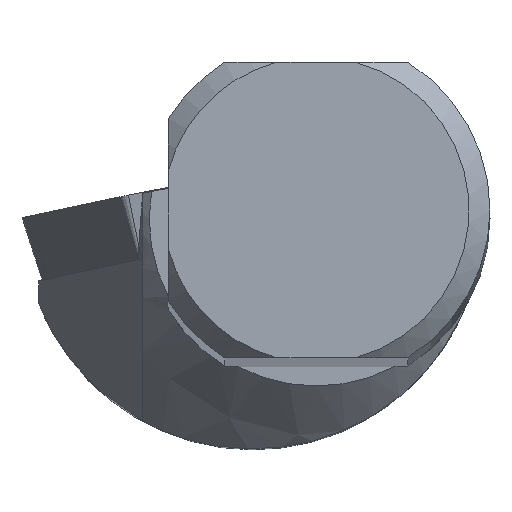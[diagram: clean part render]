
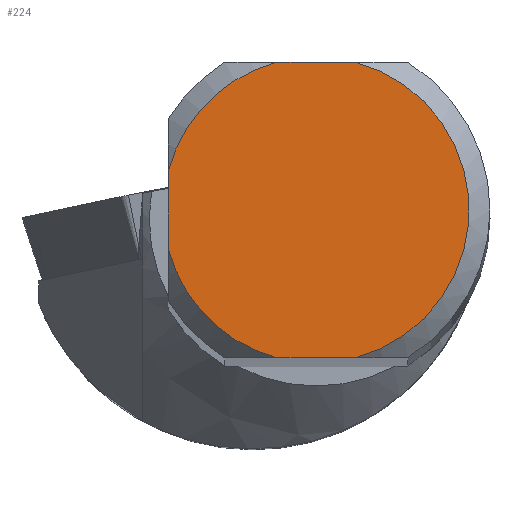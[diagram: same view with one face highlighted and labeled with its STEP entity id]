
A CAD part, top view. The second image highlights one B-rep face of the part: STEP entity #224.
In plain terms, the highlighted planar face has unit normal (0, 0, 1).
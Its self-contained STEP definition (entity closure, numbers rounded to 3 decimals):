
#176=CIRCLE('',#1017,5.588);
#178=CIRCLE('',#1020,5.588);
#180=CIRCLE('',#1023,5.588);
#224=ADVANCED_FACE('',(#301),#257,.T.);
#257=PLANE('',#1024);
#301=FACE_OUTER_BOUND('',#349,.T.);
#349=EDGE_LOOP('',(#556,#557,#558,#559,#560,#561));
#556=ORIENTED_EDGE('',*,*,#785,.F.);
#557=ORIENTED_EDGE('',*,*,#786,.T.);
#558=ORIENTED_EDGE('',*,*,#777,.F.);
#559=ORIENTED_EDGE('',*,*,#787,.T.);
#560=ORIENTED_EDGE('',*,*,#781,.F.);
#561=ORIENTED_EDGE('',*,*,#788,.T.);
#664=VERTEX_POINT('',#1503);
#665=VERTEX_POINT('',#1504);
#668=VERTEX_POINT('',#1518);
#669=VERTEX_POINT('',#1519);
#672=VERTEX_POINT('',#1533);
#673=VERTEX_POINT('',#1534);
#777=EDGE_CURVE('',#664,#665,#176,.T.);
#781=EDGE_CURVE('',#668,#669,#178,.T.);
#785=EDGE_CURVE('',#672,#673,#180,.T.);
#786=EDGE_CURVE('',#672,#665,#865,.T.);
#787=EDGE_CURVE('',#664,#669,#866,.T.);
#788=EDGE_CURVE('',#668,#673,#867,.T.);
#865=LINE('',#1535,#938);
#866=LINE('',#1536,#939);
#867=LINE('',#1537,#940);
#938=VECTOR('',#1246,1.);
#939=VECTOR('',#1247,1.);
#940=VECTOR('',#1248,1.);
#1017=AXIS2_PLACEMENT_3D('',#1502,#1232,#1233);
#1020=AXIS2_PLACEMENT_3D('',#1517,#1238,#1239);
#1023=AXIS2_PLACEMENT_3D('',#1532,#1244,#1245);
#1024=AXIS2_PLACEMENT_3D('',#1538,#1249,#1250);
#1232=DIRECTION('',(0.,0.,-1.));
#1233=DIRECTION('',(0.,-1.,0.));
#1238=DIRECTION('',(0.,0.,-1.));
#1239=DIRECTION('',(0.,-1.,0.));
#1244=DIRECTION('',(0.,0.,-1.));
#1245=DIRECTION('',(0.,-1.,0.));
#1246=DIRECTION('',(-1.,0.,0.));
#1247=DIRECTION('',(0.,-1.,0.));
#1248=DIRECTION('',(1.,0.,0.));
#1249=DIRECTION('',(0.,0.,1.));
#1250=DIRECTION('',(0.,1.,0.));
#1502=CARTESIAN_POINT('',(0.,0.,163.86));
#1503=CARTESIAN_POINT('',(-5.4,1.437,163.86));
#1504=CARTESIAN_POINT('',(-1.437,5.4,163.86));
#1517=CARTESIAN_POINT('',(0.,0.,163.86));
#1518=CARTESIAN_POINT('',(-1.437,-5.4,163.86));
#1519=CARTESIAN_POINT('',(-5.4,-1.437,163.86));
#1532=CARTESIAN_POINT('',(0.,0.,163.86));
#1533=CARTESIAN_POINT('',(1.437,5.4,163.86));
#1534=CARTESIAN_POINT('',(1.437,-5.4,163.86));
#1535=CARTESIAN_POINT('',(-5.588,5.4,163.86));
#1536=CARTESIAN_POINT('',(-5.4,0.,163.86));
#1537=CARTESIAN_POINT('',(-5.588,-5.4,163.86));
#1538=CARTESIAN_POINT('',(-5.588,0.,163.86));
